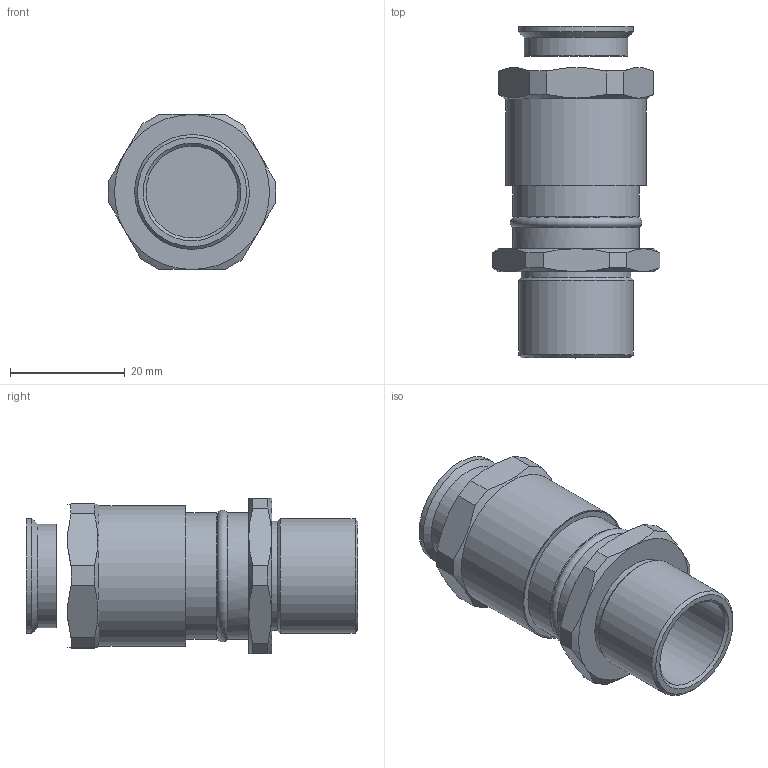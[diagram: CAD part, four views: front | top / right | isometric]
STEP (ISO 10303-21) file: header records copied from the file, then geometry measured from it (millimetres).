
FILE_DESCRIPTION(/* description */ ('','CAx-IF Rec.Pracs.---Representation and Presentation of Product Manufacturing Information (PMI)---4.0---2014-10-13'),/* implementation_level */ '2;1');
FILE_NAME(/* name */ 'ЗЭТАРУС ВКВБ1-M20-9-14.stp',/* time_stamp */ '2022-10-17T16:23:26+07:00',/* author */ ('zeta-09'),/* organization */ (''),/* preprocessor_version */ 'ST-DEVELOPER v18.1',/* originating_system */ 'Autodesk Inventor 2021',/* authorisation */ '');
FILE_SCHEMA (('AP242_MANAGED_MODEL_BASED_3D_ENGINEERING_MIM_LF { 1 0 10303 442 1 1 4 }'));
Length unit declared in the file: millimetre
Products named in the file (1): Деталь2
Bounding box: 29.2 x 57.77 x 27.08 mm (x, y, z)
Volume: 20380.6 mm3; surface area: 7631 mm2
Topology: 1 solids, 5 shells, 65 faces, 147 edges, 93 vertices
Faces by surface type: plane 35, cone 19, cylinder 9, torus 2
Full cylindrical faces by diameter (mm): 15 x1, 16 x1, 18 x1, 19 x1, 20 x2, 22 x2, 24.5 x1
Entity records: 1958 total; most frequent: CARTESIAN_POINT 447, ORIENTED_EDGE 290, DIRECTION 288, EDGE_CURVE 147, AXIS2_PLACEMENT_3D 124, VERTEX_POINT 93, EDGE_LOOP 70, FACE_OUTER_BOUND 65
